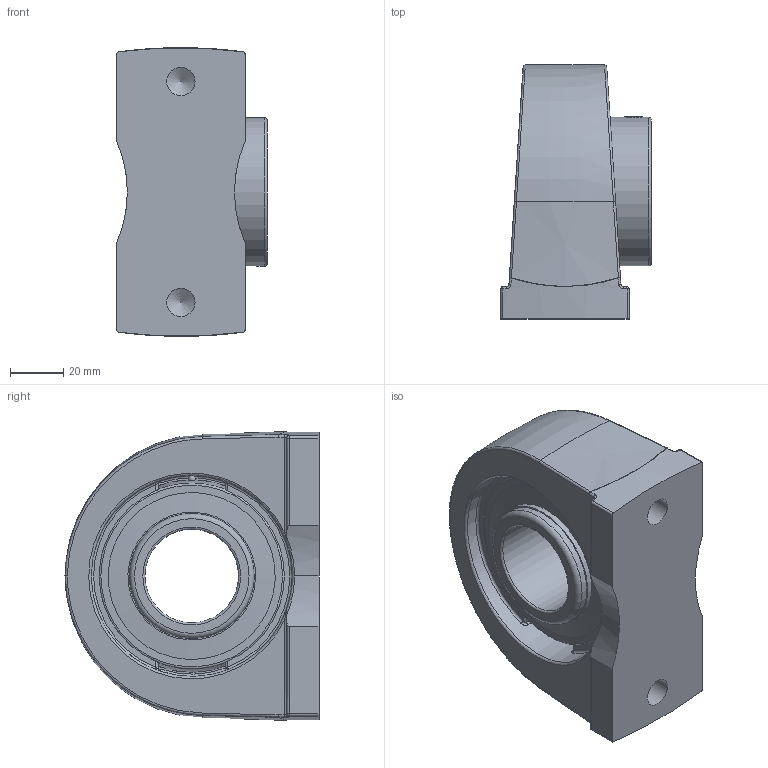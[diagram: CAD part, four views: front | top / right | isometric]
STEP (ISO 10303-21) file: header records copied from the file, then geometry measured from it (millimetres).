
FILE_DESCRIPTION(('HOOPS Exchange Step'),'2;1');
FILE_NAME('export-979C37DA-F2C9-4B65-B8F5-9307F553D8CB.stp','2020-05-20T14:15:32-07:00',('dkerr'),('Alibre'),'HOOPS Exchange 2020.0','Alibre','Unknown authorisation');
FILE_SCHEMA( ('AP242_MANAGED_MODEL_BASED_3D_ENGINEERING_MIM_LF {1 0 10303 442 1 1 4 }') );
Length unit declared in the file: inch
Products named in the file (8): MRN SPAM 207 L4L; SNC 207 (Shield); SNC 207 (Ball Bearing); SNC 207 (Setscrew); SNC 207 (Collar); SNC 207 L4L (35mm) (Race); MRN SNC 207 L4L (35mm); MRN SNCSPAM 207 L4L (35mm)
Assembly tree (8 placements, depth 3):
  MRN SNCSPAM 207 L4L (35mm)
    MRN SPAM 207 L4L
    MRN SNC 207 L4L (35mm)
      SNC 207 (Shield)  x2
      SNC 207 (Ball Bearing)
      SNC 207 (Setscrew)
      SNC 207 (Collar)
      SNC 207 L4L (35mm) (Race)
Bounding box: 56.3 x 95 x 108 mm (x, y, z)
Volume: 253454.1 mm3; surface area: 73937.8 mm2
Topology: 16 solids, 16 shells, 179 faces, 479 edges, 305 vertices
Faces by surface type: cylinder 52, plane 42, bspline 26, sphere 23, torus 22, cone 14
Full cylindrical faces by diameter (mm): 6.782 x3, 10.592 x2, 35 x2, 44.196 x2, 46.672 x2, 46.736 x2, 47.752 x2, 55.601 x1, 59.006 x2, 62.484 x2, 75.166 x2, 80.35 x1
Entity records: 10787 total; most frequent: CARTESIAN_POINT 6401, DIRECTION 910, ORIENTED_EDGE 854, EDGE_CURVE 427, AXIS2_PLACEMENT_3D 400, VERTEX_POINT 291, CIRCLE 217, EDGE_LOOP 190
